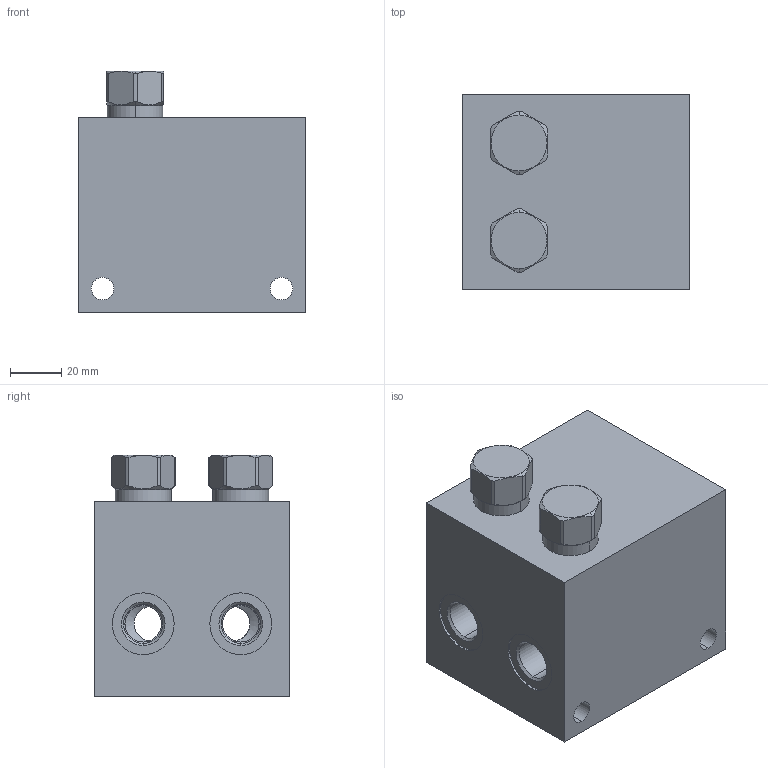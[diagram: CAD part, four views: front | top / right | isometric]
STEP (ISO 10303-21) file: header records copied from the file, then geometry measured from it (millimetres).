
FILE_DESCRIPTION((''),'2;1');
FILE_NAME('EMU_ASM','2019-10-17T',('ProEService'),(''),'PRO/ENGINEER BY PARAMETRIC TECHNOLOGY CORPORATION, 2014200','PRO/ENGINEER BY PARAMETRIC TECHNOLOGY CORPORATION, 2014200','');
FILE_SCHEMA(('CONFIG_CONTROL_DESIGN'));
Length unit declared in the file: inch
Products named in the file (3): 150-587-005; CXCDXCN; EMU_ASM
Assembly tree (3 placements, depth 2):
  EMU_ASM
    150-587-005
    CXCDXCN  x2
Bounding box: 88.9 x 76.2 x 94.46 mm (x, y, z)
Volume: 440568 mm3; surface area: 74893.3 mm2
Topology: 7 solids, 7 shells, 465 faces, 1430 edges, 1119 vertices
Faces by surface type: cylinder 198, cone 106, plane 97, torus 40, revolution 16, sphere 8
Entity records: 13366 total; most frequent: CARTESIAN_POINT 4296, DIRECTION 1940, ORIENTED_EDGE 1500, EDGE_CURVE 750, AXIS2_PLACEMENT_3D 674, VECTOR 584, LINE 584, VERTEX_POINT 459
